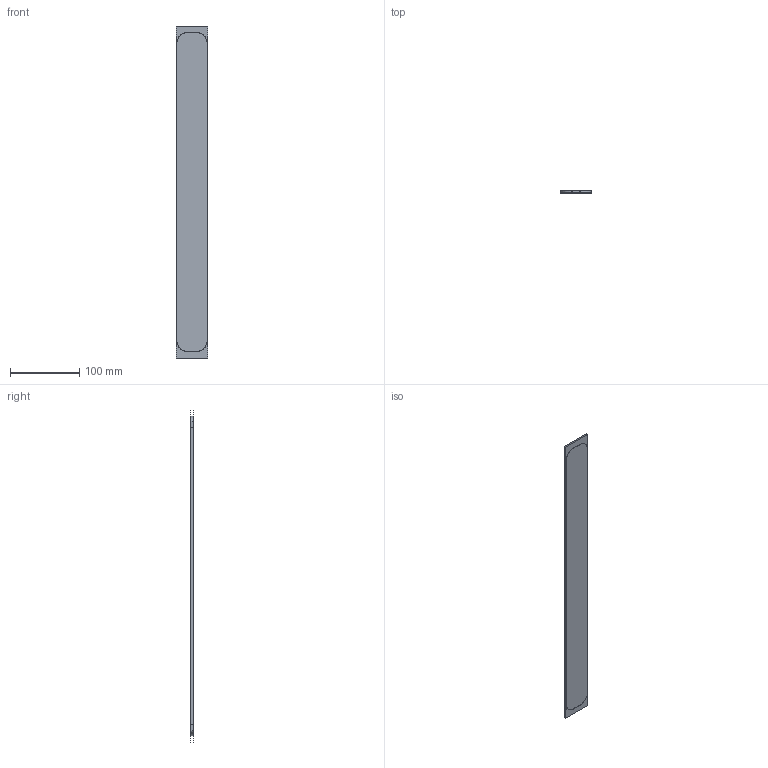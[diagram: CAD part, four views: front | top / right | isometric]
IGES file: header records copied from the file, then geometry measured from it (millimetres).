
Start section:  PTC IGES file: 192436.igs
Global section: file name: 192436.igs; native system: Creo Parametric by Parametric Technology Corporation; preprocessor: 2013230; author: pdmadmin; organization: Unknown; date: 20151223.102121; units: millimetre
Bounding box: 45.24 x 4.22 x 478.19 mm (x, y, z)
Volume: 59365.1 mm3; surface area: 175121.5 mm2
Topology: 1 solids, 1 shells, 20 faces, 96 edges, 120 vertices
Faces by surface type: bspline 12, revolution 8
